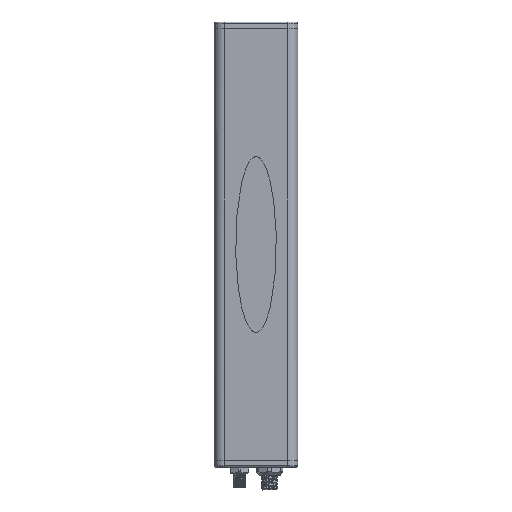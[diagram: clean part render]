
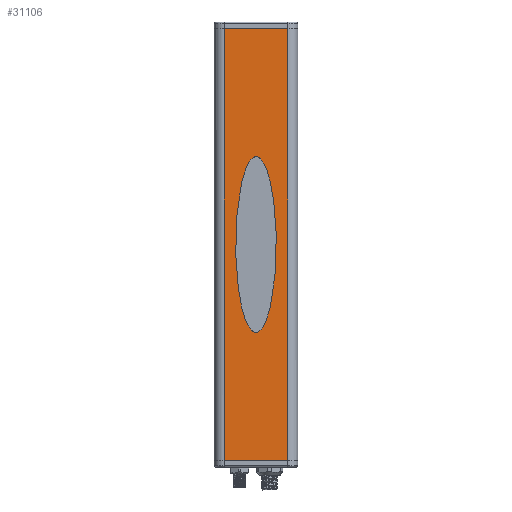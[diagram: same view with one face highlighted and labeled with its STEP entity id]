
A CAD part, front view. The second image highlights one B-rep face of the part: STEP entity #31106.
In plain terms, the highlighted planar face has unit normal (0, -1, 0).
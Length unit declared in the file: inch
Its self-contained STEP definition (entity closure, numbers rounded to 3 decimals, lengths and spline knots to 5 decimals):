
#5681=DIRECTION('',(1.,0.,0.));
#5682=VECTOR('',#5681,1.78741);
#5683=CARTESIAN_POINT('',(-0.89371,-0.64173,
0.));
#5684=LINE('',#5683,#5682);
#5685=DIRECTION('',(0.,0.,-1.));
#5686=VECTOR('',#5685,12.08661);
#5687=CARTESIAN_POINT('',(-0.89371,-0.64173,
12.08661));
#5688=LINE('',#5687,#5686);
#5689=DIRECTION('',(-1.,0.,0.));
#5690=VECTOR('',#5689,1.78741);
#5691=CARTESIAN_POINT('',(0.89371,-0.64173,
12.08661));
#5692=LINE('',#5691,#5690);
#5693=DIRECTION('',(0.,0.,-1.));
#5694=VECTOR('',#5693,12.08661);
#5695=CARTESIAN_POINT('',(0.89371,-0.64173,
12.08661));
#5696=LINE('',#5695,#5694);
#5697=CARTESIAN_POINT('',(0.,-0.64173,3.58268));
#5698=CARTESIAN_POINT('',(-0.03364,-0.64173,
3.58268));
#5699=CARTESIAN_POINT('',(-0.08599,-0.64173,
3.60203));
#5700=CARTESIAN_POINT('',(-0.1571,-0.64173,
3.67367));
#5701=CARTESIAN_POINT('',(-0.2103,-0.64173,
3.75136));
#5702=CARTESIAN_POINT('',(-0.26251,-0.64173,
3.85353));
#5703=CARTESIAN_POINT('',(-0.31284,-0.64173,
3.97991));
#5704=CARTESIAN_POINT('',(-0.36042,-0.64173,
4.12944));
#5705=CARTESIAN_POINT('',(-0.40439,-0.64173,
4.30026));
#5706=CARTESIAN_POINT('',(-0.44402,-0.64173,
4.48979));
#5707=CARTESIAN_POINT('',(-0.47871,-0.64173,
4.69484));
#5708=CARTESIAN_POINT('',(-0.50803,-0.64173,
4.91181));
#5709=CARTESIAN_POINT('',(-0.53173,-0.64173,
5.13685));
#5710=CARTESIAN_POINT('',(-0.54976,-0.64173,
5.36615));
#5711=CARTESIAN_POINT('',(-0.56014,-0.64173,
5.55771));
#5712=CARTESIAN_POINT('',(-0.5658,-0.64173,
5.70959));
#5713=CARTESIAN_POINT('',(-0.56876,-0.64173,
5.82245));
#5714=CARTESIAN_POINT('',(-0.57021,-0.64173,
5.91531));
#5715=CARTESIAN_POINT('',(-0.57077,-0.64173,
5.98879));
#5716=CARTESIAN_POINT('',(-0.57091,-0.64173,
6.04331));
#5717=CARTESIAN_POINT('',(-0.57077,-0.64173,
6.09782));
#5718=CARTESIAN_POINT('',(-0.57021,-0.64173,
6.17131));
#5719=CARTESIAN_POINT('',(-0.56876,-0.64173,
6.26417));
#5720=CARTESIAN_POINT('',(-0.5658,-0.64173,
6.37703));
#5721=CARTESIAN_POINT('',(-0.56014,-0.64173,
6.52891));
#5722=CARTESIAN_POINT('',(-0.54976,-0.64173,
6.72047));
#5723=CARTESIAN_POINT('',(-0.53173,-0.64173,
6.94976));
#5724=CARTESIAN_POINT('',(-0.50803,-0.64173,
7.17481));
#5725=CARTESIAN_POINT('',(-0.47871,-0.64173,
7.39177));
#5726=CARTESIAN_POINT('',(-0.44402,-0.64173,
7.59682));
#5727=CARTESIAN_POINT('',(-0.40439,-0.64173,7.78635));
#5728=CARTESIAN_POINT('',(-0.36042,-0.64173,
7.95717));
#5729=CARTESIAN_POINT('',(-0.31284,-0.64173,
8.1067));
#5730=CARTESIAN_POINT('',(-0.26251,-0.64173,
8.23308));
#5731=CARTESIAN_POINT('',(-0.2103,-0.64173,
8.33525));
#5732=CARTESIAN_POINT('',(-0.1571,-0.64173,
8.41295));
#5733=CARTESIAN_POINT('',(-0.08599,-0.64173,
8.48459));
#5734=CARTESIAN_POINT('',(-0.03364,-0.64173,
8.50394));
#5735=CARTESIAN_POINT('',(0.,-0.64173,8.50394));
#5737=CARTESIAN_POINT('',(0.,-0.64173,8.50394));
#5738=CARTESIAN_POINT('',(0.03364,-0.64173,
8.50394));
#5739=CARTESIAN_POINT('',(0.08599,-0.64173,
8.48459));
#5740=CARTESIAN_POINT('',(0.1571,-0.64173,
8.41295));
#5741=CARTESIAN_POINT('',(0.2103,-0.64173,
8.33525));
#5742=CARTESIAN_POINT('',(0.26251,-0.64173,
8.23308));
#5743=CARTESIAN_POINT('',(0.31284,-0.64173,
8.1067));
#5744=CARTESIAN_POINT('',(0.36042,-0.64173,
7.95717));
#5745=CARTESIAN_POINT('',(0.40439,-0.64173,7.78635));
#5746=CARTESIAN_POINT('',(0.44402,-0.64173,
7.59682));
#5747=CARTESIAN_POINT('',(0.47871,-0.64173,
7.39177));
#5748=CARTESIAN_POINT('',(0.50803,-0.64173,
7.17481));
#5749=CARTESIAN_POINT('',(0.53173,-0.64173,
6.94976));
#5750=CARTESIAN_POINT('',(0.54976,-0.64173,
6.72047));
#5751=CARTESIAN_POINT('',(0.56014,-0.64173,
6.52891));
#5752=CARTESIAN_POINT('',(0.5658,-0.64173,
6.37703));
#5753=CARTESIAN_POINT('',(0.56876,-0.64173,
6.26417));
#5754=CARTESIAN_POINT('',(0.57021,-0.64173,
6.17131));
#5755=CARTESIAN_POINT('',(0.57077,-0.64173,
6.09782));
#5756=CARTESIAN_POINT('',(0.57091,-0.64173,
6.04331));
#5757=CARTESIAN_POINT('',(0.57077,-0.64173,
5.98879));
#5758=CARTESIAN_POINT('',(0.57021,-0.64173,
5.91531));
#5759=CARTESIAN_POINT('',(0.56876,-0.64173,
5.82245));
#5760=CARTESIAN_POINT('',(0.5658,-0.64173,
5.70959));
#5761=CARTESIAN_POINT('',(0.56014,-0.64173,
5.55771));
#5762=CARTESIAN_POINT('',(0.54976,-0.64173,
5.36615));
#5763=CARTESIAN_POINT('',(0.53173,-0.64173,
5.13685));
#5764=CARTESIAN_POINT('',(0.50803,-0.64173,
4.91181));
#5765=CARTESIAN_POINT('',(0.47871,-0.64173,
4.69484));
#5766=CARTESIAN_POINT('',(0.44402,-0.64173,
4.48979));
#5767=CARTESIAN_POINT('',(0.40439,-0.64173,
4.30026));
#5768=CARTESIAN_POINT('',(0.36042,-0.64173,
4.12944));
#5769=CARTESIAN_POINT('',(0.31284,-0.64173,
3.97991));
#5770=CARTESIAN_POINT('',(0.26251,-0.64173,
3.85353));
#5771=CARTESIAN_POINT('',(0.2103,-0.64173,
3.75136));
#5772=CARTESIAN_POINT('',(0.1571,-0.64173,
3.67367));
#5773=CARTESIAN_POINT('',(0.08599,-0.64173,
3.60203));
#5774=CARTESIAN_POINT('',(0.03364,-0.64173,
3.58268));
#5775=CARTESIAN_POINT('',(0.,-0.64173,3.58268));
#21303=CARTESIAN_POINT('',(0.89371,-0.64173,
12.08661));
#21304=CARTESIAN_POINT('',(-0.89371,-0.64173,
12.08661));
#21305=VERTEX_POINT('',#21303);
#21306=VERTEX_POINT('',#21304);
#21728=CARTESIAN_POINT('',(-0.89371,-0.64173,
0.));
#21729=CARTESIAN_POINT('',(0.89371,-0.64173,
0.));
#21730=VERTEX_POINT('',#21728);
#21731=VERTEX_POINT('',#21729);
#23788=VERTEX_POINT('',#5697);
#23789=VERTEX_POINT('',#5735);
#31088=CARTESIAN_POINT('',(-1.16929,-0.64173,0.));
#31089=DIRECTION('',(0.,-1.,0.));
#31090=DIRECTION('',(1.,0.,0.));
#31091=AXIS2_PLACEMENT_3D('',#31088,#31089,#31090);
#31092=PLANE('',#31091);
#31093=ORIENTED_EDGE('',*,*,#31080,.F.);
#31094=ORIENTED_EDGE('',*,*,#30667,.F.);
#31096=ORIENTED_EDGE('',*,*,#31095,.F.);
#31097=ORIENTED_EDGE('',*,*,#30917,.T.);
#31098=EDGE_LOOP('',(#31093,#31094,#31096,#31097));
#31099=FACE_OUTER_BOUND('',#31098,.F.);
#31101=ORIENTED_EDGE('',*,*,#31100,.F.);
#31103=ORIENTED_EDGE('',*,*,#31102,.F.);
#31104=EDGE_LOOP('',(#31101,#31103));
#31105=FACE_BOUND('',#31104,.F.);
#31106=ADVANCED_FACE('',(#31099,#31105),#31092,.T.);
#5736=B_SPLINE_CURVE_WITH_KNOTS('',3,(#5697,#5698,#5699,#5700,#5701,#5702,#5703,
#5704,#5705,#5706,#5707,#5708,#5709,#5710,#5711,#5712,#5713,#5714,#5715,#5716,
#5717,#5718,#5719,#5720,#5721,#5722,#5723,#5724,#5725,#5726,#5727,#5728,#5729,
#5730,#5731,#5732,#5733,#5734,#5735),.UNSPECIFIED.,.F.,.F.,(4,1,1,1,1,1,1,1,1,1,
1,1,1,1,1,1,1,1,1,1,1,1,1,1,1,1,1,1,1,1,1,1,1,1,1,1,4),(0.,0.0625,0.09375,
0.125,0.15625,0.1875,0.21875,0.25,0.28125,0.3125,0.34375,
0.375,0.40625,0.4375,0.45313,0.46875,0.48438,0.49219,0.5,
0.50781,0.51563,0.53125,0.54688,0.5625,0.59375,0.625,
0.65625,0.6875,0.71875,0.75,0.78125,0.8125,0.84375,0.875,
0.90625,0.9375,1.),.UNSPECIFIED.);
#5776=B_SPLINE_CURVE_WITH_KNOTS('',3,(#5737,#5738,#5739,#5740,#5741,#5742,#5743,
#5744,#5745,#5746,#5747,#5748,#5749,#5750,#5751,#5752,#5753,#5754,#5755,#5756,
#5757,#5758,#5759,#5760,#5761,#5762,#5763,#5764,#5765,#5766,#5767,#5768,#5769,
#5770,#5771,#5772,#5773,#5774,#5775),.UNSPECIFIED.,.F.,.F.,(4,1,1,1,1,1,1,1,1,1,
1,1,1,1,1,1,1,1,1,1,1,1,1,1,1,1,1,1,1,1,1,1,1,1,1,1,4),(0.,0.0625,0.09375,
0.125,0.15625,0.1875,0.21875,0.25,0.28125,0.3125,0.34375,
0.375,0.40625,0.4375,0.45313,0.46875,0.48438,0.49219,0.5,
0.50781,0.51563,0.53125,0.54688,0.5625,0.59375,0.625,
0.65625,0.6875,0.71875,0.75,0.78125,0.8125,0.84375,0.875,
0.90625,0.9375,1.),.UNSPECIFIED.);
#30667=EDGE_CURVE('',#21306,#21730,#5688,.T.);
#30917=EDGE_CURVE('',#21305,#21731,#5696,.T.);
#31080=EDGE_CURVE('',#21730,#21731,#5684,.T.);
#31095=EDGE_CURVE('',#21305,#21306,#5692,.T.);
#31100=EDGE_CURVE('',#23788,#23789,#5736,.T.);
#31102=EDGE_CURVE('',#23789,#23788,#5776,.T.);
